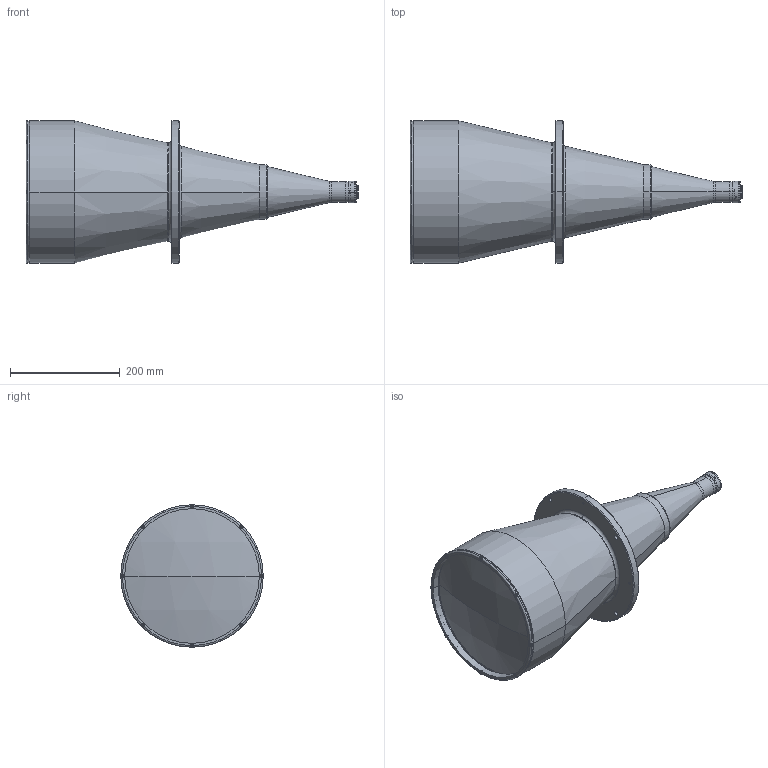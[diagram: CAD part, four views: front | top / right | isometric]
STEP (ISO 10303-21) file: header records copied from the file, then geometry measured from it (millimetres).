
FILE_DESCRIPTION (( 'STEP AP214' ), '1' );
FILE_NAME ('TC12192.STEP', '2016-10-03T10:06:22', ( '' ), ( '' ), 'SwSTEP 2.0', 'SolidWorks 2015', '' );
FILE_SCHEMA (( 'AUTOMOTIVE_DESIGN' ));
Length unit declared in the file: millimetre
Products named in the file (1): TC12192
Bounding box: 606.12 x 260 x 260 mm (x, y, z)
Surface area: 451872.5 mm2 (no closed solid volume)
Topology: 0 solids, 23 shells, 210 faces, 650 edges, 457 vertices
Faces by surface type: plane 79, cylinder 77, torus 32, cone 20, sphere 2
Entity records: 10141 total; most frequent: CARTESIAN_POINT 1828, DIRECTION 1356, ORIENTED_EDGE 1054, EDGE_CURVE 650, AXIS2_PLACEMENT_3D 529, VERTEX_POINT 457, CIRCLE 318, LINE 298
